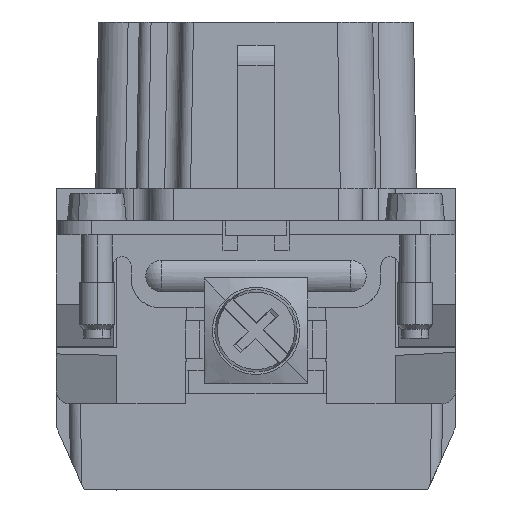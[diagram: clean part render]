
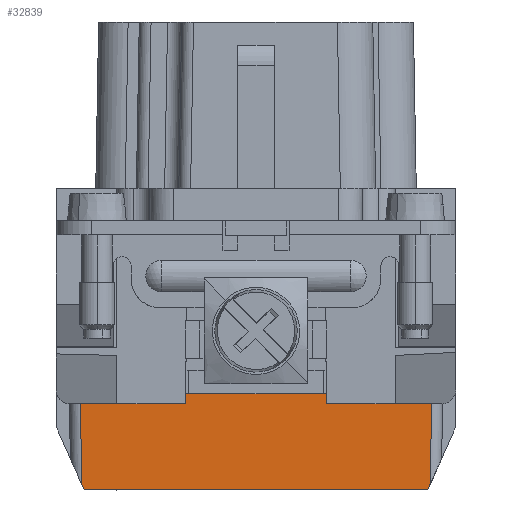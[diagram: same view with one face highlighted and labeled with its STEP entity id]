
A CAD part, front view. The second image highlights one B-rep face of the part: STEP entity #32839.
In plain terms, the highlighted planar face has unit normal (0, -1, -0.009).
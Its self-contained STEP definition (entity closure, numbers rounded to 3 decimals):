
#32810=AXIS2_PLACEMENT_3D('Plane Axis2P3D',#32807,#32808,#32809) ;
#17971=CARTESIAN_POINT('Vertex',(2.383,13.061,0.)) ;
#17974=CARTESIAN_POINT('Line Origine',(2.278,13.058,0.237)) ;
#17978=CARTESIAN_POINT('Vertex',(2.172,13.056,0.474)) ;
#20147=CARTESIAN_POINT('Vertex',(31.728,13.056,0.474)) ;
#20150=CARTESIAN_POINT('Line Origine',(31.622,13.058,0.237)) ;
#20154=CARTESIAN_POINT('Vertex',(31.517,13.061,0.)) ;
#24430=CARTESIAN_POINT('Line Origine',(16.95,13.061,0.)) ;
#32807=CARTESIAN_POINT('Axis2P3D Location',(152.296,12.987,8.45)) ;
#32812=CARTESIAN_POINT('Line Origine',(31.797,13.022,4.462)) ;
#32816=CARTESIAN_POINT('Vertex',(31.867,12.987,8.45)) ;
#32819=CARTESIAN_POINT('Line Origine',(16.95,12.987,8.45)) ;
#32823=CARTESIAN_POINT('Vertex',(2.033,12.987,8.45)) ;
#32826=CARTESIAN_POINT('Line Origine',(2.103,13.022,4.462)) ;
#17975=DIRECTION('Vector Direction',(0.407,0.008,-0.914)) ;
#20151=DIRECTION('Vector Direction',(0.407,-0.008,0.914)) ;
#24431=DIRECTION('Vector Direction',(-1.,0.,0.)) ;
#32808=DIRECTION('Axis2P3D Direction',(0.,1.,0.009)) ;
#32809=DIRECTION('Axis2P3D XDirection',(0.,-0.009,1.)) ;
#32813=DIRECTION('Vector Direction',(0.017,-0.009,1.)) ;
#32820=DIRECTION('Vector Direction',(1.,0.,0.)) ;
#32827=DIRECTION('Vector Direction',(0.017,0.009,-1.)) ;
#17976=VECTOR('Line Direction',#17975,1.) ;
#20152=VECTOR('Line Direction',#20151,1.) ;
#24432=VECTOR('Line Direction',#24431,1.) ;
#32814=VECTOR('Line Direction',#32813,1.) ;
#32821=VECTOR('Line Direction',#32820,1.) ;
#32828=VECTOR('Line Direction',#32827,1.) ;
#32832=ORIENTED_EDGE('',*,*,#17980,.T.) ;
#32833=ORIENTED_EDGE('',*,*,#24434,.F.) ;
#32834=ORIENTED_EDGE('',*,*,#20156,.T.) ;
#32835=ORIENTED_EDGE('',*,*,#32818,.T.) ;
#32836=ORIENTED_EDGE('',*,*,#32825,.F.) ;
#32837=ORIENTED_EDGE('',*,*,#32830,.T.) ;
#32839=ADVANCED_FACE('Hauptkoerper',(#32838),#32811,.F.) ;
#17980=EDGE_CURVE('',#17979,#17972,#17977,.T.) ;
#20156=EDGE_CURVE('',#20155,#20148,#20153,.T.) ;
#24434=EDGE_CURVE('',#20155,#17972,#24433,.T.) ;
#32818=EDGE_CURVE('',#20148,#32817,#32815,.T.) ;
#32825=EDGE_CURVE('',#32824,#32817,#32822,.T.) ;
#32830=EDGE_CURVE('',#32824,#17979,#32829,.T.) ;
#32831=EDGE_LOOP('',(#32832,#32833,#32834,#32835,#32836,#32837)) ;
#32838=FACE_OUTER_BOUND('',#32831,.T.) ;
#17977=LINE('Line',#17974,#17976) ;
#20153=LINE('Line',#20150,#20152) ;
#24433=LINE('Line',#24430,#24432) ;
#32815=LINE('Line',#32812,#32814) ;
#32822=LINE('Line',#32819,#32821) ;
#32829=LINE('Line',#32826,#32828) ;
#32811=PLANE('',#32810) ;
#17972=VERTEX_POINT('',#17971) ;
#17979=VERTEX_POINT('',#17978) ;
#20148=VERTEX_POINT('',#20147) ;
#20155=VERTEX_POINT('',#20154) ;
#32817=VERTEX_POINT('',#32816) ;
#32824=VERTEX_POINT('',#32823) ;
